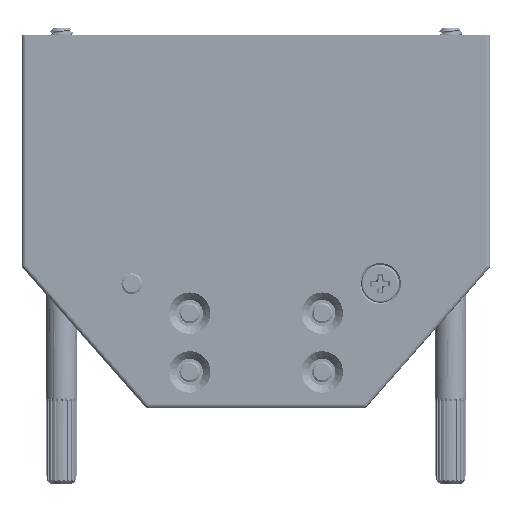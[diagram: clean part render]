
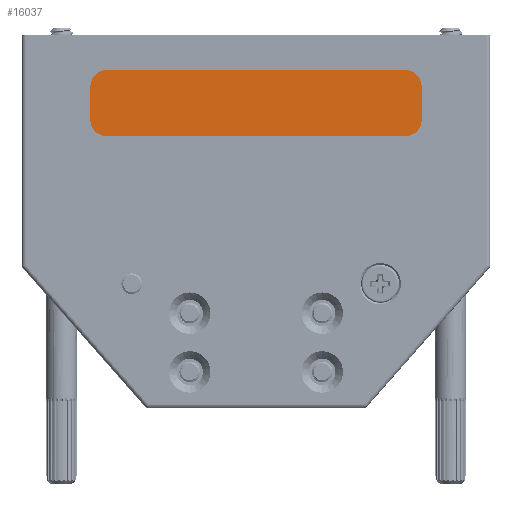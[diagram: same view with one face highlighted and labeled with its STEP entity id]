
A CAD part, front view. The second image highlights one B-rep face of the part: STEP entity #16037.
In plain terms, the highlighted planar face has unit normal (0, -1, 0).
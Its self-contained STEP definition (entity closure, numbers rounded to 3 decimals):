
#453 = DIRECTION ( 'NONE',  ( 0., 1., 0. ) ) ;
#626 = ORIENTED_EDGE ( 'NONE', *, *, #14681, .T. ) ;
#1527 = AXIS2_PLACEMENT_3D ( 'NONE', #11042, #26728, #19989 ) ;
#1750 = ORIENTED_EDGE ( 'NONE', *, *, #5209, .T. ) ;
#2470 = AXIS2_PLACEMENT_3D ( 'NONE', #23527, #6411, #17054 ) ;
#2488 = FACE_OUTER_BOUND ( 'NONE', #21682, .T. ) ;
#2871 = CARTESIAN_POINT ( 'NONE',  ( -18., 0.3, -4.2 ) ) ;
#3127 = DIRECTION ( 'NONE',  ( 0., -1., 0. ) ) ;
#3413 = LINE ( 'NONE', #12171, #8418 ) ;
#4080 = VERTEX_POINT ( 'NONE', #20231 ) ;
#4201 = AXIS2_PLACEMENT_3D ( 'NONE', #18274, #453, #13965 ) ;
#4243 = VECTOR ( 'NONE', #4577, 1000. ) ;
#4577 = DIRECTION ( 'NONE',  ( 1., 0., 0. ) ) ;
#5067 = PLANE ( 'NONE',  #4201 ) ;
#5209 = EDGE_CURVE ( 'NONE', #15255, #4080, #6092, .T. ) ;
#5212 = CIRCLE ( 'NONE', #2470, 2. ) ;
#5707 = AXIS2_PLACEMENT_3D ( 'NONE', #7580, #3127, #24986 ) ;
#6092 = CIRCLE ( 'NONE', #1527, 2. ) ;
#6411 = DIRECTION ( 'NONE',  ( 0., -1., 0. ) ) ;
#6541 = EDGE_CURVE ( 'NONE', #15259, #15255, #8080, .T. ) ;
#6877 = CARTESIAN_POINT ( 'NONE',  ( 18., 0.3, -12.2 ) ) ;
#7343 = CARTESIAN_POINT ( 'NONE',  ( 18., 0.3, -4.2 ) ) ;
#7580 = CARTESIAN_POINT ( 'NONE',  ( 18., 0.3, -10.2 ) ) ;
#8080 = LINE ( 'NONE', #19304, #18362 ) ;
#8380 = CARTESIAN_POINT ( 'NONE',  ( -18., 0.3, -12.2 ) ) ;
#8418 = VECTOR ( 'NONE', #16066, 1000. ) ;
#10277 = DIRECTION ( 'NONE',  ( 0., -1., 0. ) ) ;
#10654 = VERTEX_POINT ( 'NONE', #14952 ) ;
#11042 = CARTESIAN_POINT ( 'NONE',  ( 18., 0.3, -6.2 ) ) ;
#12108 = EDGE_CURVE ( 'NONE', #20707, #17365, #24264, .T. ) ;
#12171 = CARTESIAN_POINT ( 'NONE',  ( -20., 0.3, -6.2 ) ) ;
#12215 = DIRECTION ( 'NONE',  ( -1., 0., 0. ) ) ;
#12393 = DIRECTION ( 'NONE',  ( 0., 0., 1. ) ) ;
#13965 = DIRECTION ( 'NONE',  ( 0., 0., 1. ) ) ;
#14097 = VECTOR ( 'NONE', #12215, 1000. ) ;
#14681 = EDGE_CURVE ( 'NONE', #10654, #15259, #24086, .T. ) ;
#14952 = CARTESIAN_POINT ( 'NONE',  ( 18., 0.3, -12.2 ) ) ;
#15255 = VERTEX_POINT ( 'NONE', #22591 ) ;
#15259 = VERTEX_POINT ( 'NONE', #20031 ) ;
#16037 = ADVANCED_FACE ( 'NONE', ( #2488 ), #5067, .F. ) ;
#16066 = DIRECTION ( 'NONE',  ( 0., 0., -1. ) ) ;
#16561 = EDGE_CURVE ( 'NONE', #17365, #10654, #22687, .T. ) ;
#16643 = CARTESIAN_POINT ( 'NONE',  ( -20., 0.3, -6.2 ) ) ;
#17054 = DIRECTION ( 'NONE',  ( 0., 0., 1. ) ) ;
#17219 = ORIENTED_EDGE ( 'NONE', *, *, #16561, .T. ) ;
#17365 = VERTEX_POINT ( 'NONE', #8380 ) ;
#17722 = CARTESIAN_POINT ( 'NONE',  ( -20., 0.3, -10.2 ) ) ;
#18130 = LINE ( 'NONE', #7343, #14097 ) ;
#18274 = CARTESIAN_POINT ( 'NONE',  ( 18., 0.3, -6.2 ) ) ;
#18362 = VECTOR ( 'NONE', #12393, 1000. ) ;
#19304 = CARTESIAN_POINT ( 'NONE',  ( 20., 0.3, -6.2 ) ) ;
#19414 = ORIENTED_EDGE ( 'NONE', *, *, #19838, .T. ) ;
#19838 = EDGE_CURVE ( 'NONE', #21505, #20707, #3413, .T. ) ;
#19932 = EDGE_CURVE ( 'NONE', #21370, #21505, #5212, .T. ) ;
#19989 = DIRECTION ( 'NONE',  ( 0., 0., 1. ) ) ;
#20031 = CARTESIAN_POINT ( 'NONE',  ( 20., 0.3, -10.2 ) ) ;
#20231 = CARTESIAN_POINT ( 'NONE',  ( 18., 0.3, -4.2 ) ) ;
#20707 = VERTEX_POINT ( 'NONE', #17722 ) ;
#21370 = VERTEX_POINT ( 'NONE', #2871 ) ;
#21505 = VERTEX_POINT ( 'NONE', #16643 ) ;
#21682 = EDGE_LOOP ( 'NONE', ( #1750, #24800, #24104, #19414, #22165, #17219, #626, #28219 ) ) ;
#22165 = ORIENTED_EDGE ( 'NONE', *, *, #12108, .T. ) ;
#22377 = EDGE_CURVE ( 'NONE', #4080, #21370, #18130, .T. ) ;
#22591 = CARTESIAN_POINT ( 'NONE',  ( 20., 0.3, -6.2 ) ) ;
#22687 = LINE ( 'NONE', #6877, #4243 ) ;
#23527 = CARTESIAN_POINT ( 'NONE',  ( -18., 0.3, -6.2 ) ) ;
#24086 = CIRCLE ( 'NONE', #5707, 2. ) ;
#24104 = ORIENTED_EDGE ( 'NONE', *, *, #19932, .T. ) ;
#24264 = CIRCLE ( 'NONE', #25153, 2. ) ;
#24800 = ORIENTED_EDGE ( 'NONE', *, *, #22377, .T. ) ;
#24986 = DIRECTION ( 'NONE',  ( 0., 0., 1. ) ) ;
#25153 = AXIS2_PLACEMENT_3D ( 'NONE', #27705, #10277, #27560 ) ;
#26728 = DIRECTION ( 'NONE',  ( 0., -1., 0. ) ) ;
#27560 = DIRECTION ( 'NONE',  ( 0., 0., 1. ) ) ;
#27705 = CARTESIAN_POINT ( 'NONE',  ( -18., 0.3, -10.2 ) ) ;
#28219 = ORIENTED_EDGE ( 'NONE', *, *, #6541, .T. ) ;
